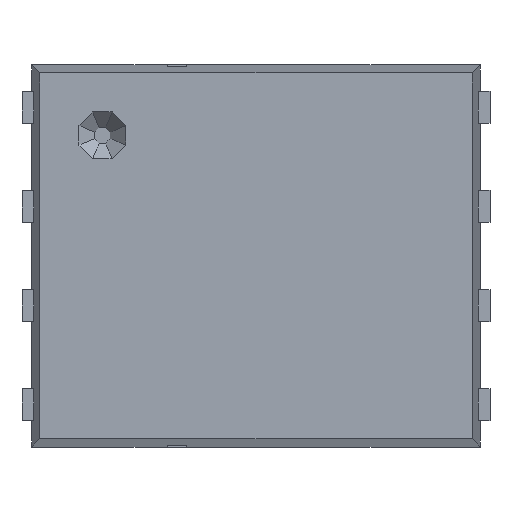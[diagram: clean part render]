
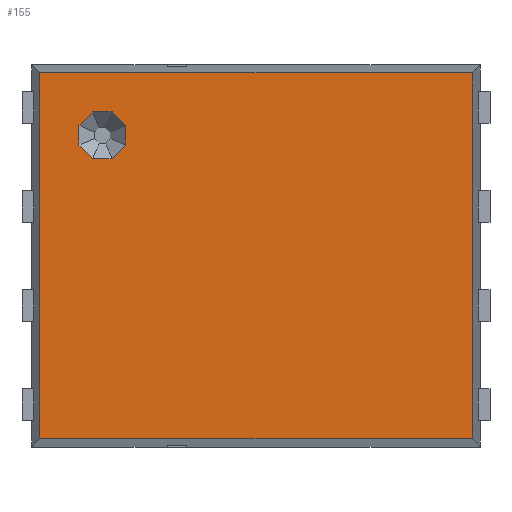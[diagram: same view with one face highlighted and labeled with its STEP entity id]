
A CAD part, top view. The second image highlights one B-rep face of the part: STEP entity #155.
In plain terms, the highlighted planar face has unit normal (0, 0, 1).
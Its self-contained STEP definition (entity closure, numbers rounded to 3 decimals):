
#43 = VERTEX_POINT('',#44);
#44 = CARTESIAN_POINT('',(-1.846,1.245,1.));
#50 = EDGE_CURVE('',#51,#43,#53,.T.);
#51 = VERTEX_POINT('',#52);
#52 = CARTESIAN_POINT('',(-1.67,1.421,1.));
#53 = LINE('',#54,#55);
#54 = CARTESIAN_POINT('',(-1.695,1.395,1.));
#55 = VECTOR('',#56,1.);
#56 = DIRECTION('',(-0.707,-0.707,0.));
#137 = VERTEX_POINT('',#138);
#138 = CARTESIAN_POINT('',(-2.094,1.245,1.));
#144 = EDGE_CURVE('',#43,#137,#145,.T.);
#145 = LINE('',#146,#147);
#146 = CARTESIAN_POINT('',(-1.047,1.245,1.));
#147 = VECTOR('',#148,1.);
#148 = DIRECTION('',(-1.,0.,0.));
#155 = ADVANCED_FACE('',(#156,#190),#240,.T.);
#156 = FACE_BOUND('',#157,.T.);
#157 = EDGE_LOOP('',(#158,#168,#176,#184));
#158 = ORIENTED_EDGE('',*,*,#159,.F.);
#159 = EDGE_CURVE('',#160,#162,#164,.T.);
#160 = VERTEX_POINT('',#161);
#161 = CARTESIAN_POINT('',(-2.77,2.345,1.));
#162 = VERTEX_POINT('',#163);
#163 = CARTESIAN_POINT('',(2.77,2.345,1.));
#164 = LINE('',#165,#166);
#165 = CARTESIAN_POINT('',(1.438,2.345,1.));
#166 = VECTOR('',#167,1.);
#167 = DIRECTION('',(1.,0.,0.));
#168 = ORIENTED_EDGE('',*,*,#169,.F.);
#169 = EDGE_CURVE('',#170,#160,#172,.T.);
#170 = VERTEX_POINT('',#171);
#171 = CARTESIAN_POINT('',(-2.77,-2.345,1.));
#172 = LINE('',#173,#174);
#173 = CARTESIAN_POINT('',(-2.77,1.225,1.));
#174 = VECTOR('',#175,1.);
#175 = DIRECTION('',(0.,1.,0.));
#176 = ORIENTED_EDGE('',*,*,#177,.F.);
#177 = EDGE_CURVE('',#178,#170,#180,.T.);
#178 = VERTEX_POINT('',#179);
#179 = CARTESIAN_POINT('',(2.77,-2.345,1.));
#180 = LINE('',#181,#182);
#181 = CARTESIAN_POINT('',(-1.438,-2.345,1.));
#182 = VECTOR('',#183,1.);
#183 = DIRECTION('',(-1.,0.,0.));
#184 = ORIENTED_EDGE('',*,*,#185,.F.);
#185 = EDGE_CURVE('',#162,#178,#186,.T.);
#186 = LINE('',#187,#188);
#187 = CARTESIAN_POINT('',(2.77,-1.225,1.));
#188 = VECTOR('',#189,1.);
#189 = DIRECTION('',(0.,-1.,0.));
#190 = FACE_BOUND('',#191,.T.);
#191 = EDGE_LOOP('',(#192,#193,#194,#202,#210,#218,#226,#234));
#192 = ORIENTED_EDGE('',*,*,#50,.T.);
#193 = ORIENTED_EDGE('',*,*,#144,.T.);
#194 = ORIENTED_EDGE('',*,*,#195,.T.);
#195 = EDGE_CURVE('',#137,#196,#198,.T.);
#196 = VERTEX_POINT('',#197);
#197 = CARTESIAN_POINT('',(-2.27,1.421,1.));
#198 = LINE('',#199,#200);
#199 = CARTESIAN_POINT('',(-1.347,0.498,1.));
#200 = VECTOR('',#201,1.);
#201 = DIRECTION('',(-0.707,0.707,0.));
#202 = ORIENTED_EDGE('',*,*,#203,.T.);
#203 = EDGE_CURVE('',#196,#204,#206,.T.);
#204 = VERTEX_POINT('',#205);
#205 = CARTESIAN_POINT('',(-2.27,1.669,1.));
#206 = LINE('',#207,#208);
#207 = CARTESIAN_POINT('',(-2.27,0.835,1.));
#208 = VECTOR('',#209,1.);
#209 = DIRECTION('',(0.,1.,0.));
#210 = ORIENTED_EDGE('',*,*,#211,.T.);
#211 = EDGE_CURVE('',#204,#212,#214,.T.);
#212 = VERTEX_POINT('',#213);
#213 = CARTESIAN_POINT('',(-2.094,1.845,1.));
#214 = LINE('',#215,#216);
#215 = CARTESIAN_POINT('',(-2.032,1.907,1.));
#216 = VECTOR('',#217,1.);
#217 = DIRECTION('',(0.707,0.707,0.));
#218 = ORIENTED_EDGE('',*,*,#219,.T.);
#219 = EDGE_CURVE('',#212,#220,#222,.T.);
#220 = VERTEX_POINT('',#221);
#221 = CARTESIAN_POINT('',(-1.846,1.845,1.));
#222 = LINE('',#223,#224);
#223 = CARTESIAN_POINT('',(-0.923,1.845,1.));
#224 = VECTOR('',#225,1.);
#225 = DIRECTION('',(1.,0.,0.));
#226 = ORIENTED_EDGE('',*,*,#227,.T.);
#227 = EDGE_CURVE('',#220,#228,#230,.T.);
#228 = VERTEX_POINT('',#229);
#229 = CARTESIAN_POINT('',(-1.67,1.669,1.));
#230 = LINE('',#231,#232);
#231 = CARTESIAN_POINT('',(-0.835,0.834,1.));
#232 = VECTOR('',#233,1.);
#233 = DIRECTION('',(0.707,-0.707,0.));
#234 = ORIENTED_EDGE('',*,*,#235,.T.);
#235 = EDGE_CURVE('',#228,#51,#236,.T.);
#236 = LINE('',#237,#238);
#237 = CARTESIAN_POINT('',(-1.67,0.71,1.));
#238 = VECTOR('',#239,1.);
#239 = DIRECTION('',(0.,-1.,0.));
#240 = PLANE('',#241);
#241 = AXIS2_PLACEMENT_3D('',#242,#243,#244);
#242 = CARTESIAN_POINT('',(0.,0.,1.));
#243 = DIRECTION('',(0.,0.,1.));
#244 = DIRECTION('',(1.,0.,0.));
